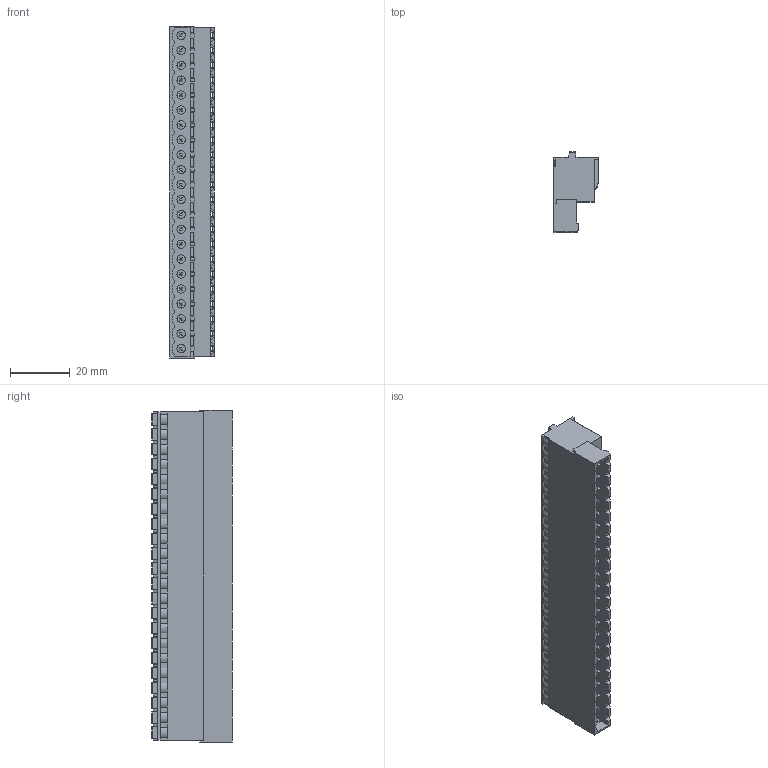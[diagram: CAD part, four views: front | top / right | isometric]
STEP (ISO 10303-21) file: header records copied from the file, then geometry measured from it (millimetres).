
FILE_DESCRIPTION((''),'2;1');
FILE_NAME('TLPHS-218-XXP','2024-10-22T10:37:18',('yanfa'),(''),'CREO PARAMETRIC BY PTC INC, 2018050','CREO PARAMETRIC BY PTC INC, 2018050','');
FILE_SCHEMA(('AUTOMOTIVE_DESIGN { 1 0 10303 214 1 1 1 1 }'));
Length unit declared in the file: millimetre
Products named in the file (1): TLPHS-218-XXP
Bounding box: 15 x 26.99 x 111.32 mm (x, y, z)
Volume: 25627.9 mm3; surface area: 15668.2 mm2
Topology: 1 solids, 1 shells, 1223 faces, 3182 edges, 2048 vertices
Faces by surface type: plane 936, cylinder 287
Entity records: 37482 total; most frequent: CARTESIAN_POINT 7025, ORIENTED_EDGE 6364, DIRECTION 6136, EDGE_CURVE 3182, VECTOR 2410, LINE 2410, VERTEX_POINT 2048, AXIS2_PLACEMENT_3D 1863
